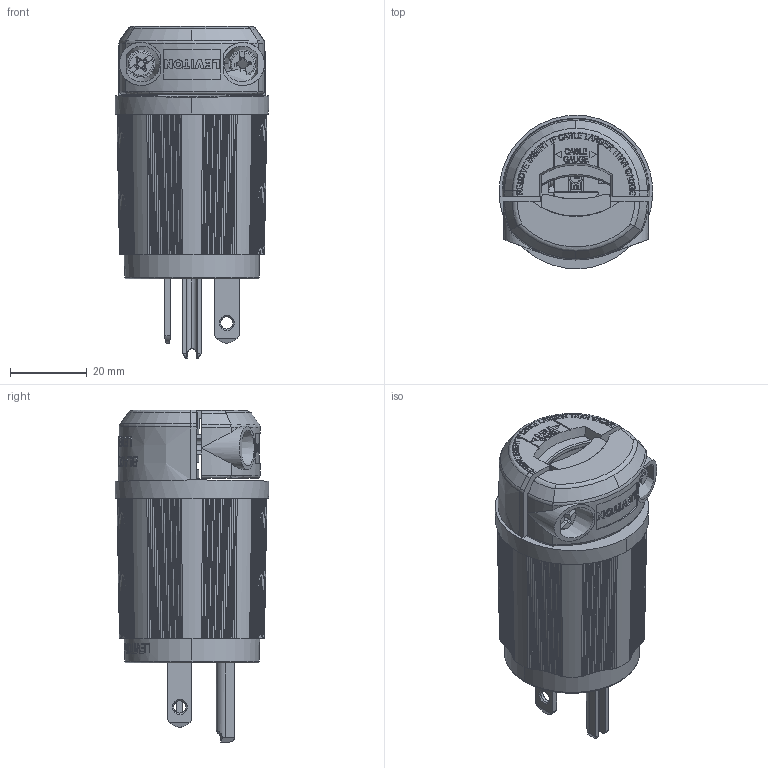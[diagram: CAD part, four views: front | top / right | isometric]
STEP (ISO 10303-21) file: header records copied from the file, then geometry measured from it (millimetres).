
FILE_DESCRIPTION (( 'STEP AP214' ), '1' );
FILE_NAME ('ORC5400-M01 Cat 5466E.STEP', '2024-10-15T17:24:55', ( '' ), ( '' ), 'SwSTEP 2.0', 'SolidWorks 2024', '' );
FILE_SCHEMA (( 'AUTOMOTIVE_DESIGN' ));
Products named in the file (1): ORC5400-M01  Cat 5466E
Bounding box: 40.09 x 40.12 x 86.72 mm (x, y, z)
Surface area: 14651 mm2 (no closed solid volume)
Topology: 0 solids, 19 shells, 2196 faces, 7243 edges, 4980 vertices
Faces by surface type: plane 1005, bspline 768, cone 300, cylinder 91, torus 32
Entity records: 140324 total; most frequent: CARTESIAN_POINT 83538, ORIENTED_EDGE 12746, DIRECTION 9565, EDGE_CURVE 7243, VERTEX_POINT 4980, VECTOR 3377, LINE 3377, AXIS2_PLACEMENT_3D 3094
